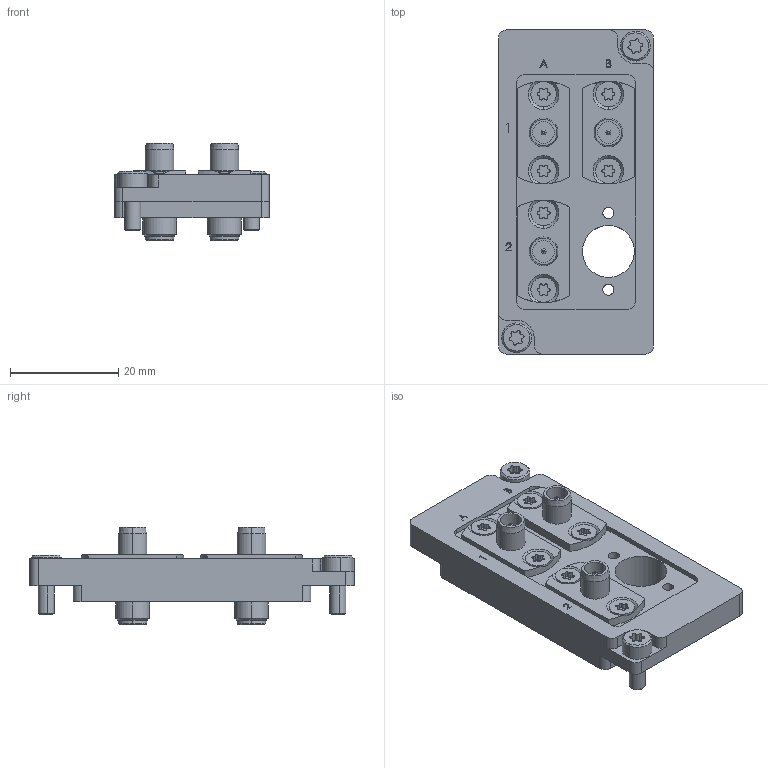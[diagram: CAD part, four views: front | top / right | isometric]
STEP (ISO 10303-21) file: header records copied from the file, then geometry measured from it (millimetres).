
FILE_DESCRIPTION (( 'STEP AP214' ), '1' );
FILE_NAME ('INGUN_55756.STEP', '2023-01-17T12:33:04', ( '' ), ( '' ), 'SwSTEP 2.0', 'SolidWorks 2021', '' );
FILE_SCHEMA (( 'AUTOMOTIVE_DESIGN' ));
Length unit declared in the file: millimetre
Products named in the file (7): DIN912~n_M03,0x008; INFO_4598~0_SBP-T_Kontaktierung-Seite<S>; 35530~3; 35530~3_S; 37065~0_S; INGUN_55756; DIN7991~n_M02,5x008
Assembly tree (14 placements, depth 3):
  INGUN_55756
    35530~3_S
      35530~3
      INFO_4598~0_SBP-T_Kontaktierung-Seite<S>
    DIN912~n_M03,0x008  x2
    37065~0_S  x3
    DIN7991~n_M02,5x008  x6
Bounding box: 28.7 x 60 x 18 mm (x, y, z)
Volume: 11603.4 mm3; surface area: 9077.6 mm2
Topology: 16 solids, 16 shells, 510 faces, 1249 edges, 797 vertices
Faces by surface type: cylinder 286, plane 123, cone 80, bspline 15, torus 6
Entity records: 8678 total; most frequent: CARTESIAN_POINT 2218, DIRECTION 1279, ORIENTED_EDGE 1182, EDGE_CURVE 591, AXIS2_PLACEMENT_3D 486, VERTEX_POINT 385, LINE 307, VECTOR 307
